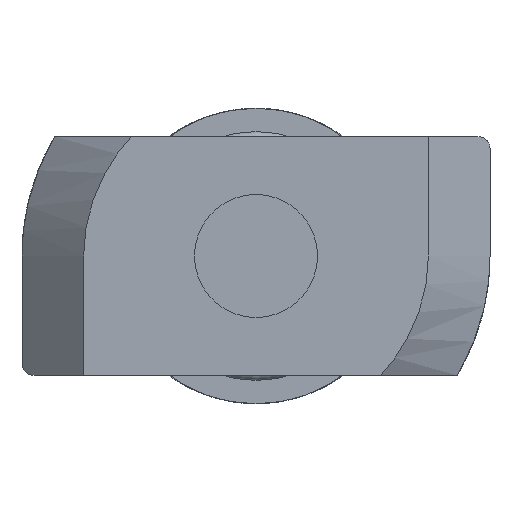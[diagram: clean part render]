
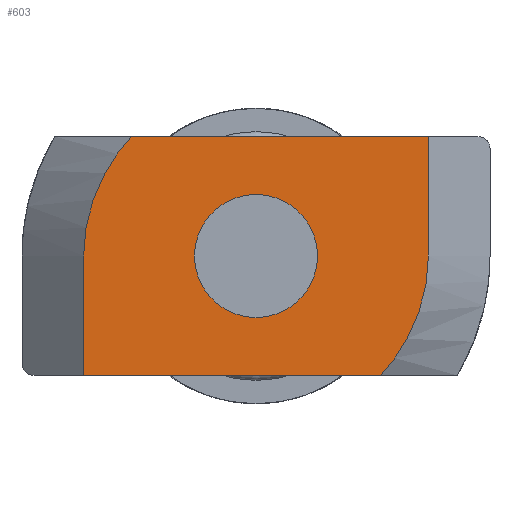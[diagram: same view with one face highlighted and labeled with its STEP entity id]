
A CAD part, left-side view. The second image highlights one B-rep face of the part: STEP entity #603.
In plain terms, the highlighted face is planar.
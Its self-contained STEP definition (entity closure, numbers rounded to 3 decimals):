
#603=ADVANCED_FACE('',(#756,#757),#758,.F.);
#756=FACE_BOUND('',#1048,.T.);
#757=FACE_OUTER_BOUND('',#1049,.T.);
#758=PLANE('',#1050);
#1048=EDGE_LOOP('',(#1402));
#1049=EDGE_LOOP('',(#1403,#1404,#1405,#1406,#1407,#1408));
#1050=AXIS2_PLACEMENT_3D('',#1409,#1410,#1411);
#1402=ORIENTED_EDGE('',*,*,#2362,.F.);
#1403=ORIENTED_EDGE('',*,*,#2363,.F.);
#1404=ORIENTED_EDGE('',*,*,#2360,.F.);
#1405=ORIENTED_EDGE('',*,*,#2359,.F.);
#1406=ORIENTED_EDGE('',*,*,#2364,.F.);
#1407=ORIENTED_EDGE('',*,*,#2365,.F.);
#1408=ORIENTED_EDGE('',*,*,#2366,.F.);
#1409=CARTESIAN_POINT('',(0.,0.,-5.8));
#1410=DIRECTION('',(0.,0.,1.0));
#1411=DIRECTION('',(1.0,0.,0.));
#2359=EDGE_CURVE('',#2708,#2710,#2711,.F.);
#2360=EDGE_CURVE('',#2710,#2712,#2713,.T.);
#2362=EDGE_CURVE('',#2715,#2715,#2716,.F.);
#2363=EDGE_CURVE('',#2712,#2717,#2718,.F.);
#2364=EDGE_CURVE('',#2719,#2708,#2720,.T.);
#2365=EDGE_CURVE('',#2721,#2719,#2722,.T.);
#2366=EDGE_CURVE('',#2717,#2721,#2723,.T.);
#2708=VERTEX_POINT('',#3366);
#2710=VERTEX_POINT('',#3369);
#2711=LINE('',#3370,#3371);
#2712=VERTEX_POINT('',#3372);
#2713=B_SPLINE_CURVE_WITH_KNOTS('',3,(#3373,#3374,#3375,#3376),.UNSPECIFIED.,.F.,.F.,(4,4),(0.0,0.005),.UNSPECIFIED.);
#2715=VERTEX_POINT('',#3379);
#2716=CIRCLE('',#3380,2.5);
#2717=VERTEX_POINT('',#3381);
#2718=LINE('',#3382,#3383);
#2719=VERTEX_POINT('',#3384);
#2720=LINE('',#3385,#3386);
#2721=VERTEX_POINT('',#3387);
#2722=B_SPLINE_CURVE_WITH_KNOTS('',3,(#3388,#3389,#3390,#3391),.UNSPECIFIED.,.F.,.F.,(4,4),(0.0,0.005),.UNSPECIFIED.);
#2723=LINE('',#3392,#3393);
#3366=CARTESIAN_POINT('',(4.85,7.0,-5.8));
#3369=CARTESIAN_POINT('',(0.,7.0,-5.8));
#3370=CARTESIAN_POINT('',(0.,7.0,-5.8));
#3371=VECTOR('',#4274,1.0);
#3372=CARTESIAN_POINT('',(-4.85,5.048,-5.8));
#3373=CARTESIAN_POINT('',(0.,7.0,-5.8));
#3374=CARTESIAN_POINT('',(-1.763,7.0,-5.8));
#3375=CARTESIAN_POINT('',(-3.556,6.29,-5.8));
#3376=CARTESIAN_POINT('',(-4.85,5.048,-5.8));
#3379=CARTESIAN_POINT('',(2.5,0.,-5.8));
#3380=AXIS2_PLACEMENT_3D('',#4276,#4277,#4278);
#3381=CARTESIAN_POINT('',(-4.85,-7.0,-5.8));
#3382=CARTESIAN_POINT('',(-4.85,0.,-5.8));
#3383=VECTOR('',#4279,1.0);
#3384=CARTESIAN_POINT('',(4.85,-5.048,-5.8));
#3385=CARTESIAN_POINT('',(4.85,0.,-5.8));
#3386=VECTOR('',#4280,1.0);
#3387=CARTESIAN_POINT('',(0.,-7.0,-5.8));
#3388=CARTESIAN_POINT('',(0.,-7.0,-5.8));
#3389=CARTESIAN_POINT('',(1.763,-7.0,-5.8));
#3390=CARTESIAN_POINT('',(3.556,-6.29,-5.8));
#3391=CARTESIAN_POINT('',(4.85,-5.048,-5.8));
#3392=CARTESIAN_POINT('',(0.,-7.0,-5.8));
#3393=VECTOR('',#4281,1.0);
#4274=DIRECTION('',(1.0,0.,0.));
#4276=CARTESIAN_POINT('',(0.0,0.0,-5.8));
#4277=DIRECTION('',(0.,0.,1.0));
#4278=DIRECTION('',(1.0,0.0,0.));
#4279=DIRECTION('',(0.,1.0,0.0));
#4280=DIRECTION('',(0.,1.0,0.0));
#4281=DIRECTION('',(1.0,0.,0.));
